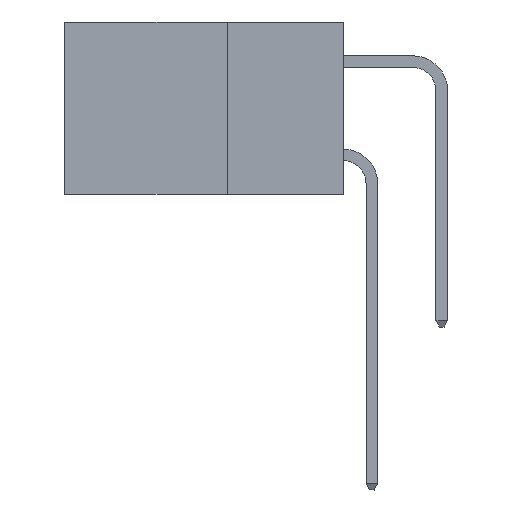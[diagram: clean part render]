
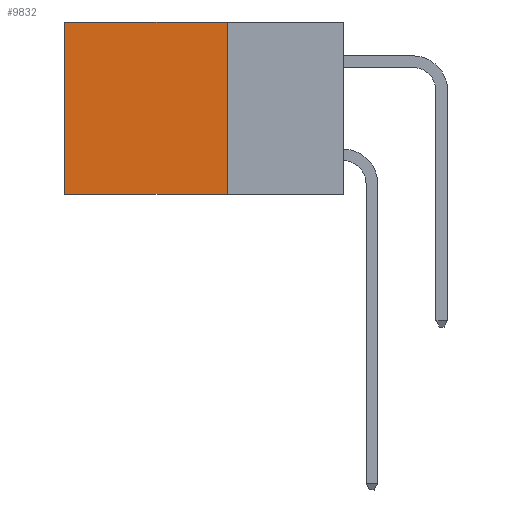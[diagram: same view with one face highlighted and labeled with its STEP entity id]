
A CAD part, left-side view. The second image highlights one B-rep face of the part: STEP entity #9832.
In plain terms, the highlighted planar face has unit normal (-1, 0, 0).
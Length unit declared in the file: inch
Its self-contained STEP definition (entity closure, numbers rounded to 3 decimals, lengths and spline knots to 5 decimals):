
#244 = VERTEX_POINT ( 'NONE', #2619 ) ;
#640 = AXIS2_PLACEMENT_3D ( 'NONE', #15835, #7154, #4347 ) ;
#908 = LINE ( 'NONE', #18834, #7843 ) ;
#1075 = FACE_OUTER_BOUND ( 'NONE', #3875, .T. ) ;
#1232 = ORIENTED_EDGE ( 'NONE', *, *, #12589, .T. ) ;
#2619 = CARTESIAN_POINT ( 'NONE',  ( 0.2615, 0.6, -0.37 ) ) ;
#2964 = EDGE_CURVE ( 'NONE', #7750, #11510, #8822, .T. ) ;
#3875 = EDGE_LOOP ( 'NONE', ( #6830, #11743, #4441, #1232 ) ) ;
#3955 = DIRECTION ( 'NONE',  ( 0., 1., 0. ) ) ;
#4347 = DIRECTION ( 'NONE',  ( 0., 0., -1. ) ) ;
#4441 = ORIENTED_EDGE ( 'NONE', *, *, #2964, .F. ) ;
#5604 = DIRECTION ( 'NONE',  ( 0., 1., 0. ) ) ;
#6560 = CARTESIAN_POINT ( 'NONE',  ( 0.2615, 0.25, -0.37 ) ) ;
#6830 = ORIENTED_EDGE ( 'NONE', *, *, #18350, .T. ) ;
#7154 = DIRECTION ( 'NONE',  ( 1., 0., 0. ) ) ;
#7750 = VERTEX_POINT ( 'NONE', #11636 ) ;
#7843 = VECTOR ( 'NONE', #5604, 39.37008 ) ;
#8320 = PLANE ( 'NONE',  #640 ) ;
#8693 = LINE ( 'NONE', #17286, #15147 ) ;
#8822 = LINE ( 'NONE', #18763, #12511 ) ;
#9018 = EDGE_CURVE ( 'NONE', #11510, #244, #8693, .T. ) ;
#9832 = ADVANCED_FACE ( 'NONE', ( #1075 ), #8320, .F. ) ;
#10882 = VERTEX_POINT ( 'NONE', #18982 ) ;
#11427 = DIRECTION ( 'NONE',  ( 0., 0., -1. ) ) ;
#11510 = VERTEX_POINT ( 'NONE', #6560 ) ;
#11636 = CARTESIAN_POINT ( 'NONE',  ( 0.2615, 0.25, 0. ) ) ;
#11743 = ORIENTED_EDGE ( 'NONE', *, *, #9018, .F. ) ;
#12511 = VECTOR ( 'NONE', #11427, 39.37008 ) ;
#12589 = EDGE_CURVE ( 'NONE', #7750, #10882, #908, .T. ) ;
#13456 = LINE ( 'NONE', #16146, #18784 ) ;
#15147 = VECTOR ( 'NONE', #3955, 39.37008 ) ;
#15835 = CARTESIAN_POINT ( 'NONE',  ( 0.2615, 0.25, -0.37 ) ) ;
#16146 = CARTESIAN_POINT ( 'NONE',  ( 0.2615, 0.6, -0.37 ) ) ;
#17286 = CARTESIAN_POINT ( 'NONE',  ( 0.2615, 0.25, -0.37 ) ) ;
#18350 = EDGE_CURVE ( 'NONE', #10882, #244, #13456, .T. ) ;
#18533 = DIRECTION ( 'NONE',  ( 0., 0., -1. ) ) ;
#18763 = CARTESIAN_POINT ( 'NONE',  ( 0.2615, 0.25, -0.37 ) ) ;
#18784 = VECTOR ( 'NONE', #18533, 39.37008 ) ;
#18834 = CARTESIAN_POINT ( 'NONE',  ( 0.2615, 0.25, 0. ) ) ;
#18982 = CARTESIAN_POINT ( 'NONE',  ( 0.2615, 0.6, 0. ) ) ;
